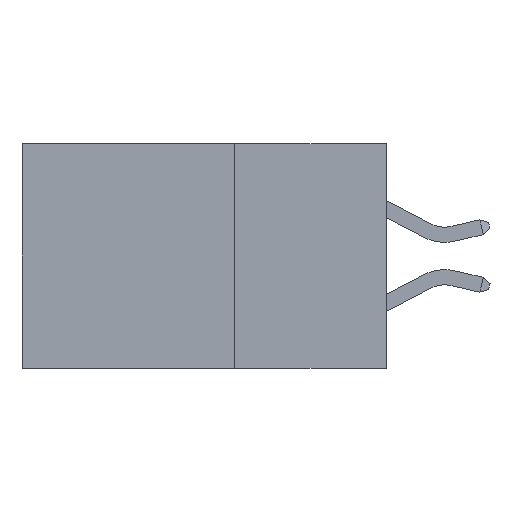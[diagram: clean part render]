
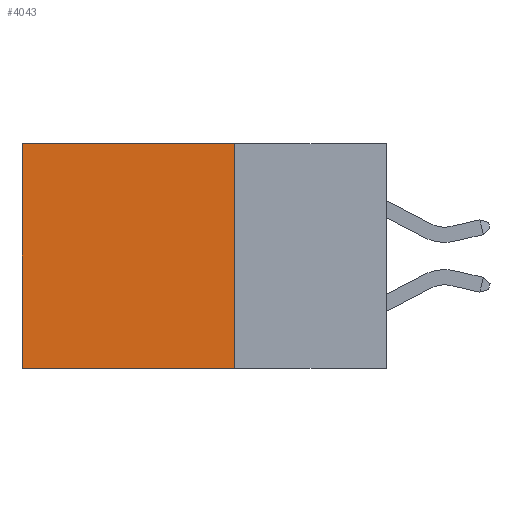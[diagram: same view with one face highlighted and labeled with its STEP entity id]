
A CAD part, left-side view. The second image highlights one B-rep face of the part: STEP entity #4043.
In plain terms, the highlighted planar face has unit normal (-1, 0, 0).
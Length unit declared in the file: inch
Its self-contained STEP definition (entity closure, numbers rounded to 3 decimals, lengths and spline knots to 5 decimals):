
#404 = LINE ( 'NONE', #7512, #12028 ) ;
#469 = VERTEX_POINT ( 'NONE', #4572 ) ;
#506 = CARTESIAN_POINT ( 'NONE',  ( 0.298, 0.6, 0. ) ) ;
#571 = VERTEX_POINT ( 'NONE', #5920 ) ;
#1001 = DIRECTION ( 'NONE',  ( 0., 1., 0. ) ) ;
#1293 = DIRECTION ( 'NONE',  ( 1., 0., 0. ) ) ;
#2162 = ORIENTED_EDGE ( 'NONE', *, *, #13717, .F. ) ;
#2384 = CARTESIAN_POINT ( 'NONE',  ( 0.298, 0.25, 0. ) ) ;
#2428 = LINE ( 'NONE', #8793, #8131 ) ;
#2549 = DIRECTION ( 'NONE',  ( 0., 0., -1. ) ) ;
#2593 = VERTEX_POINT ( 'NONE', #3245 ) ;
#3056 = FACE_OUTER_BOUND ( 'NONE', #5358, .T. ) ;
#3245 = CARTESIAN_POINT ( 'NONE',  ( 0.298, 0.25, -0.37 ) ) ;
#3605 = DIRECTION ( 'NONE',  ( 0., 1., 0. ) ) ;
#3851 = ORIENTED_EDGE ( 'NONE', *, *, #9571, .T. ) ;
#4043 = ADVANCED_FACE ( 'NONE', ( #3056 ), #12033, .F. ) ;
#4572 = CARTESIAN_POINT ( 'NONE',  ( 0.298, 0.25, 0. ) ) ;
#4631 = EDGE_CURVE ( 'NONE', #13285, #571, #8249, .T. ) ;
#5358 = EDGE_LOOP ( 'NONE', ( #8905, #2162, #13815, #3851 ) ) ;
#5540 = VECTOR ( 'NONE', #2549, 39.37008 ) ;
#5920 = CARTESIAN_POINT ( 'NONE',  ( 0.298, 0.6, -0.37 ) ) ;
#5940 = DIRECTION ( 'NONE',  ( 0., 0., -1. ) ) ;
#6237 = EDGE_CURVE ( 'NONE', #469, #2593, #11243, .T. ) ;
#6928 = VECTOR ( 'NONE', #5940, 39.37008 ) ;
#7512 = CARTESIAN_POINT ( 'NONE',  ( 0.298, 0.25, 0. ) ) ;
#8131 = VECTOR ( 'NONE', #3605, 39.37008 ) ;
#8249 = LINE ( 'NONE', #506, #6928 ) ;
#8793 = CARTESIAN_POINT ( 'NONE',  ( 0.298, 0.25, -0.37 ) ) ;
#8905 = ORIENTED_EDGE ( 'NONE', *, *, #4631, .T. ) ;
#9571 = EDGE_CURVE ( 'NONE', #469, #13285, #404, .T. ) ;
#10254 = CARTESIAN_POINT ( 'NONE',  ( 0.298, 0.6, 0. ) ) ;
#10988 = DIRECTION ( 'NONE',  ( 0., 0., -1. ) ) ;
#11243 = LINE ( 'NONE', #12279, #5540 ) ;
#12028 = VECTOR ( 'NONE', #1001, 39.37008 ) ;
#12033 = PLANE ( 'NONE',  #12264 ) ;
#12264 = AXIS2_PLACEMENT_3D ( 'NONE', #2384, #1293, #10988 ) ;
#12279 = CARTESIAN_POINT ( 'NONE',  ( 0.298, 0.25, 0. ) ) ;
#13285 = VERTEX_POINT ( 'NONE', #10254 ) ;
#13717 = EDGE_CURVE ( 'NONE', #2593, #571, #2428, .T. ) ;
#13815 = ORIENTED_EDGE ( 'NONE', *, *, #6237, .F. ) ;
